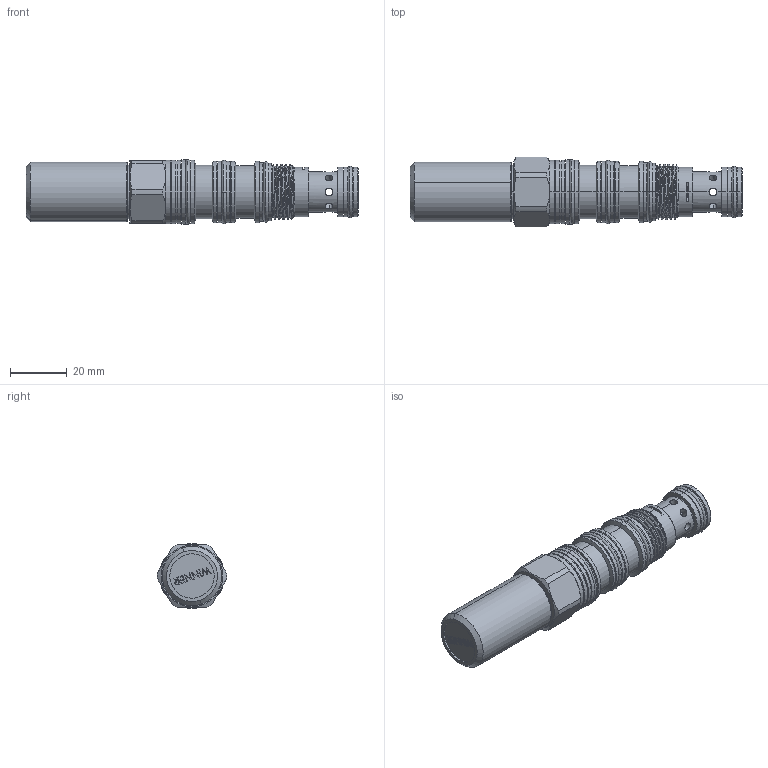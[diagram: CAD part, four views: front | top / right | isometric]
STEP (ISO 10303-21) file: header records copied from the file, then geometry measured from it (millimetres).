
FILE_DESCRIPTION (( 'STEP AP203' ), '1' );
FILE_NAME ('LN21A4PC2.STEP', '2020-03-23T01:41:40', ( '' ), ( '' ), 'SwSTEP 2.0', 'SolidWorks 2018', '' );
FILE_SCHEMA (( 'CONFIG_CONTROL_DESIGN' ));
Length unit declared in the file: millimetre
Products named in the file (1): LN21A4PC2
Bounding box: 117.43 x 24.59 x 22.98 mm (x, y, z)
Volume: 23975.4 mm3; surface area: 20256.8 mm2
Topology: 13 solids, 13 shells, 504 faces, 1214 edges, 756 vertices
Faces by surface type: cylinder 188, plane 163, torus 65, cone 60, bspline 26, sphere 2
Entity records: 23496 total; most frequent: CARTESIAN_POINT 11874, ORIENTED_EDGE 2420, DIRECTION 2404, EDGE_CURVE 1210, AXIS2_PLACEMENT_3D 954, VERTEX_POINT 756, EDGE_LOOP 570, FACE_OUTER_BOUND 504
